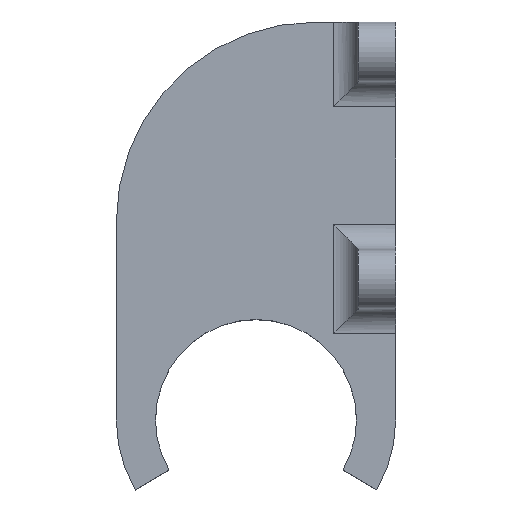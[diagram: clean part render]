
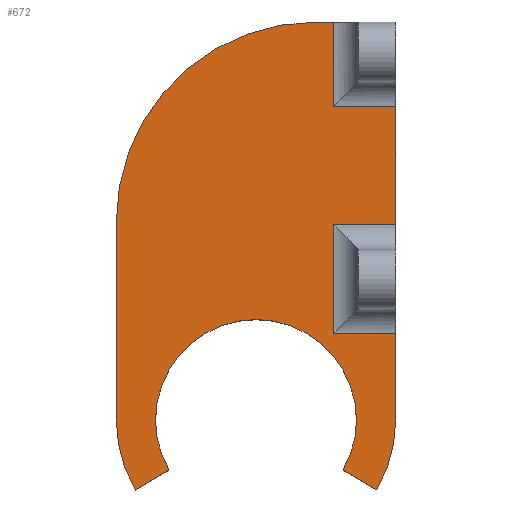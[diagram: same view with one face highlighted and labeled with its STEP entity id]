
A CAD part, top view. The second image highlights one B-rep face of the part: STEP entity #672.
In plain terms, the highlighted planar face has unit normal (0, 0, 1).
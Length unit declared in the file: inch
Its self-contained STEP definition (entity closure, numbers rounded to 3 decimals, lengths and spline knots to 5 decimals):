
#17 = EDGE_CURVE ( 'NONE', #642, #176, #1118, .T. ) ;
#19 = LINE ( 'NONE', #122, #269 ) ;
#25 = CIRCLE ( 'NONE', #332, 0.70185 ) ;
#26 = LINE ( 'NONE', #932, #472 ) ;
#33 = CARTESIAN_POINT ( 'NONE',  ( 0.60782, -0.35093, 0.27559 ) ) ;
#43 = DIRECTION ( 'NONE',  ( 1., 0., 0. ) ) ;
#53 = ORIENTED_EDGE ( 'NONE', *, *, #849, .F. ) ;
#68 = EDGE_CURVE ( 'NONE', #1111, #200, #225, .T. ) ;
#94 = EDGE_CURVE ( 'NONE', #1211, #1203, #19, .T. ) ;
#99 = CIRCLE ( 'NONE', #923, 0.505 ) ;
#122 = CARTESIAN_POINT ( 'NONE',  ( 0.70185, 0., 0.27559 ) ) ;
#130 = CARTESIAN_POINT ( 'NONE',  ( 0.29815, 1., 0.27559 ) ) ;
#134 = CARTESIAN_POINT ( 'NONE',  ( 0.38935, 0.98327, 0.27559 ) ) ;
#137 = LINE ( 'NONE', #326, #994 ) ;
#148 = VECTOR ( 'NONE', #1153, 39.37008 ) ;
#172 = EDGE_CURVE ( 'NONE', #1413, #483, #1429, .T. ) ;
#176 = VERTEX_POINT ( 'NONE', #747 ) ;
#178 = CARTESIAN_POINT ( 'NONE',  ( 0., 0., 0.27559 ) ) ;
#188 = EDGE_CURVE ( 'NONE', #1413, #681, #997, .T. ) ;
#200 = VERTEX_POINT ( 'NONE', #706 ) ;
#203 = EDGE_CURVE ( 'NONE', #1211, #1111, #1042, .T. ) ;
#214 = DIRECTION ( 'NONE',  ( 1., 0., 0. ) ) ;
#223 = PLANE ( 'NONE',  #591 ) ;
#225 = LINE ( 'NONE', #345, #314 ) ;
#236 = ORIENTED_EDGE ( 'NONE', *, *, #1361, .T. ) ;
#257 = VERTEX_POINT ( 'NONE', #33 ) ;
#260 = CARTESIAN_POINT ( 'NONE',  ( 0.51435, 1.575, 0.27559 ) ) ;
#269 = VECTOR ( 'NONE', #470, 39.37008 ) ;
#273 = ORIENTED_EDGE ( 'NONE', *, *, #172, .F. ) ;
#290 = VECTOR ( 'NONE', #1327, 39.37008 ) ;
#301 = DIRECTION ( 'NONE',  ( 1., 0., 0. ) ) ;
#314 = VECTOR ( 'NONE', #1157, 39.37008 ) ;
#326 = CARTESIAN_POINT ( 'NONE',  ( 0.51435, 0.43327, 0.27559 ) ) ;
#332 = AXIS2_PLACEMENT_3D ( 'NONE', #657, #1224, #214 ) ;
#337 = DIRECTION ( 'NONE',  ( 0., 0., -1. ) ) ;
#345 = CARTESIAN_POINT ( 'NONE',  ( 0.38935, 0., 0.27559 ) ) ;
#346 = ORIENTED_EDGE ( 'NONE', *, *, #17, .T. ) ;
#358 = VECTOR ( 'NONE', #1299, 39.37008 ) ;
#362 = AXIS2_PLACEMENT_3D ( 'NONE', #1213, #1066, #43 ) ;
#371 = DIRECTION ( 'NONE',  ( 1., 0., 0. ) ) ;
#412 = CARTESIAN_POINT ( 'NONE',  ( 0.70185, 1.575, 0.27559 ) ) ;
#418 = VERTEX_POINT ( 'NONE', #134 ) ;
#442 = EDGE_CURVE ( 'NONE', #418, #1203, #947, .T. ) ;
#447 = CARTESIAN_POINT ( 'NONE',  ( 0.70185, 0., 0.27559 ) ) ;
#456 = DIRECTION ( 'NONE',  ( 1., 0., 0. ) ) ;
#470 = DIRECTION ( 'NONE',  ( 0., -1., 0. ) ) ;
#472 = VECTOR ( 'NONE', #1176, 39.37008 ) ;
#475 = VECTOR ( 'NONE', #1272, 39.37008 ) ;
#483 = VERTEX_POINT ( 'NONE', #748 ) ;
#486 = DIRECTION ( 'NONE',  ( -1., 0., 0. ) ) ;
#504 = CARTESIAN_POINT ( 'NONE',  ( 0.70185, 0., 0.27559 ) ) ;
#521 = ORIENTED_EDGE ( 'NONE', *, *, #958, .T. ) ;
#524 = VERTEX_POINT ( 'NONE', #1306 ) ;
#526 = VERTEX_POINT ( 'NONE', #504 ) ;
#565 = CARTESIAN_POINT ( 'NONE',  ( 0.38935, 0.43327, 0.27559 ) ) ;
#591 = AXIS2_PLACEMENT_3D ( 'NONE', #1132, #981, #456 ) ;
#592 = CARTESIAN_POINT ( 'NONE',  ( 0.70185, 0.43327, 0.27559 ) ) ;
#593 = EDGE_CURVE ( 'NONE', #980, #526, #1217, .T. ) ;
#610 = ORIENTED_EDGE ( 'NONE', *, *, #94, .F. ) ;
#615 = CARTESIAN_POINT ( 'NONE',  ( 0.38935, 1.575, 0.27559 ) ) ;
#634 = AXIS2_PLACEMENT_3D ( 'NONE', #654, #985, #1221 ) ;
#640 = ORIENTED_EDGE ( 'NONE', *, *, #68, .T. ) ;
#642 = VERTEX_POINT ( 'NONE', #783 ) ;
#654 = CARTESIAN_POINT ( 'NONE',  ( 0., 0., 0.27559 ) ) ;
#657 = CARTESIAN_POINT ( 'NONE',  ( 0., 0., 0.27559 ) ) ;
#672 = ADVANCED_FACE ( 'NONE', ( #1455 ), #223, .T. ) ;
#674 = CARTESIAN_POINT ( 'NONE',  ( 0.38935, 0., 0.27559 ) ) ;
#681 = VERTEX_POINT ( 'NONE', #907 ) ;
#697 = LINE ( 'NONE', #820, #475 ) ;
#700 = ORIENTED_EDGE ( 'NONE', *, *, #593, .F. ) ;
#706 = CARTESIAN_POINT ( 'NONE',  ( 0.38935, 2., 0.27559 ) ) ;
#722 = ORIENTED_EDGE ( 'NONE', *, *, #1228, .T. ) ;
#747 = CARTESIAN_POINT ( 'NONE',  ( -0.70185, 1., 0.27559 ) ) ;
#748 = CARTESIAN_POINT ( 'NONE',  ( -0.60782, -0.35093, 0.27559 ) ) ;
#782 = VECTOR ( 'NONE', #486, 39.37008 ) ;
#783 = CARTESIAN_POINT ( 'NONE',  ( 0.29815, 2., 0.27559 ) ) ;
#786 = CARTESIAN_POINT ( 'NONE',  ( 0., 0., 0.27559 ) ) ;
#791 = DIRECTION ( 'NONE',  ( -1., 0., 0. ) ) ;
#816 = CARTESIAN_POINT ( 'NONE',  ( 0.505, 0., 0.27559 ) ) ;
#820 = CARTESIAN_POINT ( 'NONE',  ( 0., 0., 0.27559 ) ) ;
#829 = ORIENTED_EDGE ( 'NONE', *, *, #442, .T. ) ;
#840 = VERTEX_POINT ( 'NONE', #1123 ) ;
#845 = EDGE_LOOP ( 'NONE', ( #1433, #346, #521, #53, #273, #1135, #236, #1313, #1332, #988, #700, #1104, #722, #829, #610, #1247, #640 ) ) ;
#849 = EDGE_CURVE ( 'NONE', #483, #840, #25, .T. ) ;
#851 = AXIS2_PLACEMENT_3D ( 'NONE', #178, #978, #301 ) ;
#907 = CARTESIAN_POINT ( 'NONE',  ( -0.505, 0., 0.27559 ) ) ;
#923 = AXIS2_PLACEMENT_3D ( 'NONE', #786, #337, #371 ) ;
#932 = CARTESIAN_POINT ( 'NONE',  ( -0.70185, 0., 0.27559 ) ) ;
#947 = LINE ( 'NONE', #1265, #148 ) ;
#958 = EDGE_CURVE ( 'NONE', #176, #840, #26, .T. ) ;
#978 = DIRECTION ( 'NONE',  ( 0., 0., -1. ) ) ;
#980 = VERTEX_POINT ( 'NONE', #592 ) ;
#981 = DIRECTION ( 'NONE',  ( 0., 0., 1. ) ) ;
#985 = DIRECTION ( 'NONE',  ( 0., 0., 1. ) ) ;
#988 = ORIENTED_EDGE ( 'NONE', *, *, #1249, .T. ) ;
#994 = VECTOR ( 'NONE', #791, 39.37008 ) ;
#997 = CIRCLE ( 'NONE', #362, 0.505 ) ;
#1007 = DIRECTION ( 'NONE',  ( 0., -1., 0. ) ) ;
#1029 = DIRECTION ( 'NONE',  ( 1., 0., 0. ) ) ;
#1042 = LINE ( 'NONE', #260, #782 ) ;
#1043 = VERTEX_POINT ( 'NONE', #565 ) ;
#1066 = DIRECTION ( 'NONE',  ( 0., 0., -1. ) ) ;
#1067 = CIRCLE ( 'NONE', #851, 0.505 ) ;
#1077 = CARTESIAN_POINT ( 'NONE',  ( 0., 0., 0.27559 ) ) ;
#1097 = VECTOR ( 'NONE', #1007, 39.37008 ) ;
#1104 = ORIENTED_EDGE ( 'NONE', *, *, #1225, .T. ) ;
#1111 = VERTEX_POINT ( 'NONE', #615 ) ;
#1118 = CIRCLE ( 'NONE', #1463, 1. ) ;
#1123 = CARTESIAN_POINT ( 'NONE',  ( -0.70185, 0., 0.27559 ) ) ;
#1132 = CARTESIAN_POINT ( 'NONE',  ( 0., 0., 0.27559 ) ) ;
#1135 = ORIENTED_EDGE ( 'NONE', *, *, #188, .T. ) ;
#1142 = EDGE_CURVE ( 'NONE', #1414, #524, #1067, .T. ) ;
#1145 = CARTESIAN_POINT ( 'NONE',  ( -0.43734, -0.2525, 0.27559 ) ) ;
#1153 = DIRECTION ( 'NONE',  ( 1., 0., 0. ) ) ;
#1157 = DIRECTION ( 'NONE',  ( 0., 1., 0. ) ) ;
#1176 = DIRECTION ( 'NONE',  ( 0., -1., 0. ) ) ;
#1182 = LINE ( 'NONE', #1289, #1286 ) ;
#1203 = VERTEX_POINT ( 'NONE', #1432 ) ;
#1211 = VERTEX_POINT ( 'NONE', #412 ) ;
#1213 = CARTESIAN_POINT ( 'NONE',  ( 0., 0., 0.27559 ) ) ;
#1217 = LINE ( 'NONE', #447, #1097 ) ;
#1221 = DIRECTION ( 'NONE',  ( 1., 0., 0. ) ) ;
#1224 = DIRECTION ( 'NONE',  ( 0., 0., -1. ) ) ;
#1225 = EDGE_CURVE ( 'NONE', #980, #1043, #137, .T. ) ;
#1228 = EDGE_CURVE ( 'NONE', #1043, #418, #1245, .T. ) ;
#1245 = LINE ( 'NONE', #674, #358 ) ;
#1246 = DIRECTION ( 'NONE',  ( 0., 0., 1. ) ) ;
#1247 = ORIENTED_EDGE ( 'NONE', *, *, #203, .T. ) ;
#1249 = EDGE_CURVE ( 'NONE', #257, #526, #1331, .T. ) ;
#1265 = CARTESIAN_POINT ( 'NONE',  ( 0., 0.98327, 0.27559 ) ) ;
#1272 = DIRECTION ( 'NONE',  ( 0.866, -0.5, 0. ) ) ;
#1286 = VECTOR ( 'NONE', #1392, 39.37008 ) ;
#1289 = CARTESIAN_POINT ( 'NONE',  ( 0., 2., 0.27559 ) ) ;
#1299 = DIRECTION ( 'NONE',  ( 0., 1., 0. ) ) ;
#1306 = CARTESIAN_POINT ( 'NONE',  ( 0.43734, -0.2525, 0.27559 ) ) ;
#1313 = ORIENTED_EDGE ( 'NONE', *, *, #1142, .T. ) ;
#1327 = DIRECTION ( 'NONE',  ( -0.866, -0.5, 0. ) ) ;
#1331 = CIRCLE ( 'NONE', #634, 0.70185 ) ;
#1332 = ORIENTED_EDGE ( 'NONE', *, *, #1389, .T. ) ;
#1361 = EDGE_CURVE ( 'NONE', #681, #1414, #99, .T. ) ;
#1389 = EDGE_CURVE ( 'NONE', #524, #257, #697, .T. ) ;
#1392 = DIRECTION ( 'NONE',  ( 1., 0., 0. ) ) ;
#1413 = VERTEX_POINT ( 'NONE', #1145 ) ;
#1414 = VERTEX_POINT ( 'NONE', #816 ) ;
#1429 = LINE ( 'NONE', #1077, #290 ) ;
#1432 = CARTESIAN_POINT ( 'NONE',  ( 0.70185, 0.98327, 0.27559 ) ) ;
#1433 = ORIENTED_EDGE ( 'NONE', *, *, #1447, .F. ) ;
#1447 = EDGE_CURVE ( 'NONE', #642, #200, #1182, .T. ) ;
#1455 = FACE_OUTER_BOUND ( 'NONE', #845, .T. ) ;
#1463 = AXIS2_PLACEMENT_3D ( 'NONE', #130, #1246, #1029 ) ;
